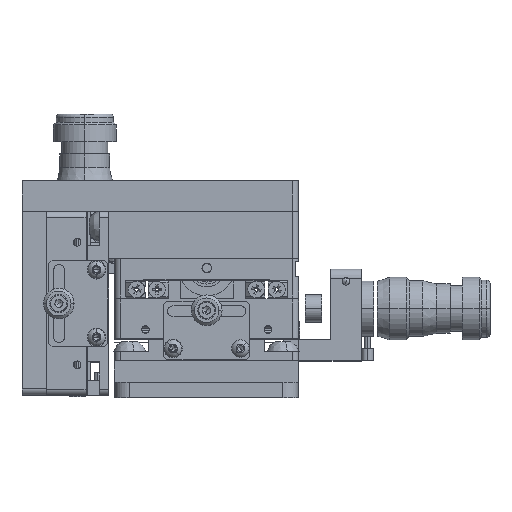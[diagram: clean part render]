
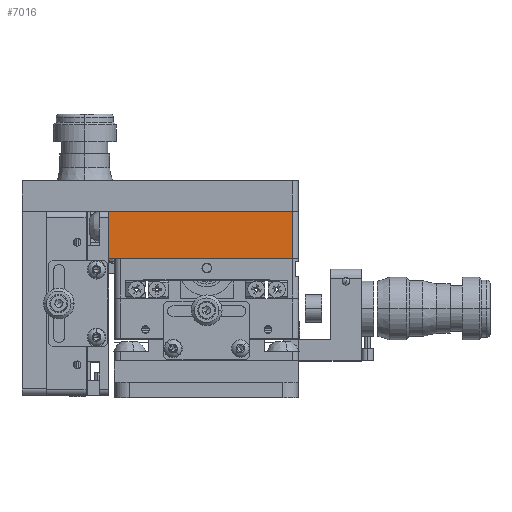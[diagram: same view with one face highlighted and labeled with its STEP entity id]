
A CAD part, top view. The second image highlights one B-rep face of the part: STEP entity #7016.
In plain terms, the highlighted planar face has unit normal (0, 0, 1).
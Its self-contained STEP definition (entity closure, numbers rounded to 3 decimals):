
#2012 = CARTESIAN_POINT ( 'NONE',  ( -31.9, 60.8, 30. ) ) ;
#7016 = ADVANCED_FACE ( 'NONE', ( #21687 ), #44242, .F. ) ;
#11970 = AXIS2_PLACEMENT_3D ( 'NONE', #12244, #43872, #16762 ) ;
#12244 = CARTESIAN_POINT ( 'NONE',  ( -29.9, 60.8, 30. ) ) ;
#14309 = EDGE_CURVE ( 'NONE', #32098, #36499, #57434, .T. ) ;
#14334 = CARTESIAN_POINT ( 'NONE',  ( -31.9, 45.4, 30. ) ) ;
#16272 = DIRECTION ( 'NONE',  ( 0., 1., 0. ) ) ;
#16426 = ORIENTED_EDGE ( 'NONE', *, *, #37911, .F. ) ;
#16762 = DIRECTION ( 'NONE',  ( 0., 1., 0. ) ) ;
#17432 = ORIENTED_EDGE ( 'NONE', *, *, #22883, .T. ) ;
#18657 = DIRECTION ( 'NONE',  ( 0., 1., 0. ) ) ;
#20701 = CARTESIAN_POINT ( 'NONE',  ( -29.9, 60.8, 30. ) ) ;
#21687 = FACE_OUTER_BOUND ( 'NONE', #45797, .T. ) ;
#22757 = VECTOR ( 'NONE', #35932, 1000. ) ;
#22873 = LINE ( 'NONE', #55221, #52597 ) ;
#22883 = EDGE_CURVE ( 'NONE', #36499, #27830, #31284, .T. ) ;
#23351 = ORIENTED_EDGE ( 'NONE', *, *, #34071, .F. ) ;
#27830 = VERTEX_POINT ( 'NONE', #52783 ) ;
#29010 = VECTOR ( 'NONE', #39112, 1000. ) ;
#29626 = CARTESIAN_POINT ( 'NONE',  ( 28.1, 45.4, 30. ) ) ;
#31284 = LINE ( 'NONE', #44152, #57480 ) ;
#31568 = CARTESIAN_POINT ( 'NONE',  ( -29.9, 45.4, 30. ) ) ;
#32098 = VERTEX_POINT ( 'NONE', #14334 ) ;
#34071 = EDGE_CURVE ( 'NONE', #38512, #27830, #35403, .T. ) ;
#35403 = LINE ( 'NONE', #20701, #29010 ) ;
#35932 = DIRECTION ( 'NONE',  ( 1., 0., 0. ) ) ;
#36499 = VERTEX_POINT ( 'NONE', #29626 ) ;
#37911 = EDGE_CURVE ( 'NONE', #32098, #38512, #22873, .T. ) ;
#38512 = VERTEX_POINT ( 'NONE', #2012 ) ;
#39112 = DIRECTION ( 'NONE',  ( 1., 0., 0. ) ) ;
#43872 = DIRECTION ( 'NONE',  ( 0., 0., -1. ) ) ;
#44152 = CARTESIAN_POINT ( 'NONE',  ( 28.1, 60.8, 30. ) ) ;
#44242 = PLANE ( 'NONE',  #11970 ) ;
#44524 = ORIENTED_EDGE ( 'NONE', *, *, #14309, .T. ) ;
#45797 = EDGE_LOOP ( 'NONE', ( #44524, #17432, #23351, #16426 ) ) ;
#52597 = VECTOR ( 'NONE', #18657, 1000. ) ;
#52783 = CARTESIAN_POINT ( 'NONE',  ( 28.1, 60.8, 30. ) ) ;
#55221 = CARTESIAN_POINT ( 'NONE',  ( -31.9, -14.633, 30. ) ) ;
#57434 = LINE ( 'NONE', #31568, #22757 ) ;
#57480 = VECTOR ( 'NONE', #16272, 1000. ) ;
